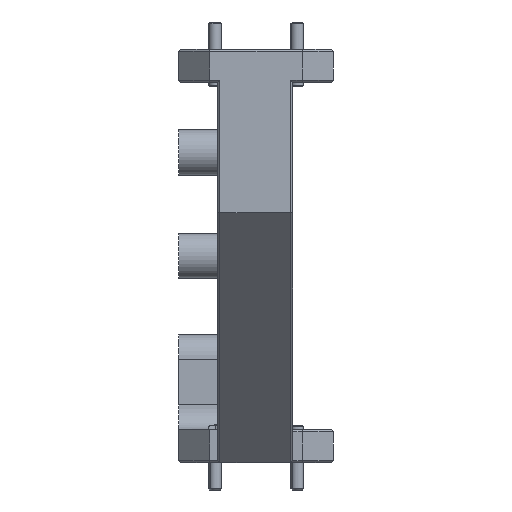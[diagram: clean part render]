
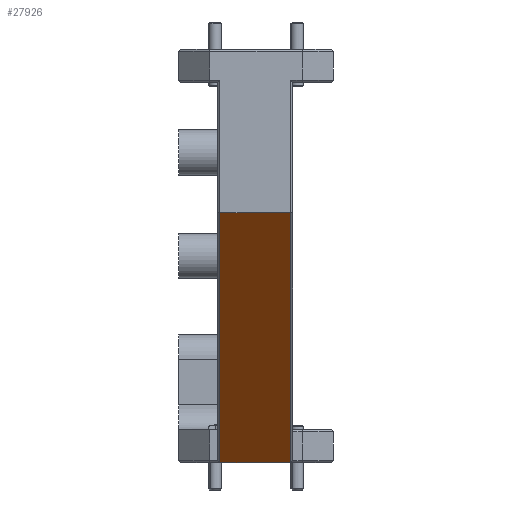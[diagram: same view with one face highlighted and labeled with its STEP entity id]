
A CAD part, left-side view. The second image highlights one B-rep face of the part: STEP entity #27926.
In plain terms, the highlighted planar face has unit normal (-0.707, 0, -0.707).
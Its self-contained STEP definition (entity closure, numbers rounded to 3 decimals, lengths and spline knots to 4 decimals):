
#8201 = VECTOR ( 'NONE', #23592, 39.3701 ) ;
#8697 = DIRECTION ( 'NONE',  ( 0.707, 0., 0.707 ) ) ;
#9218 = VECTOR ( 'NONE', #27189, 39.3701 ) ;
#12186 = VECTOR ( 'NONE', #49178, 39.3701 ) ;
#14094 = LINE ( 'NONE', #17495, #24228 ) ;
#17100 = AXIS2_PLACEMENT_3D ( 'NONE', #79332, #8697, #39901 ) ;
#17495 = CARTESIAN_POINT ( 'NONE',  ( -3.5947, 0.5442, -1.24 ) ) ;
#22704 = ORIENTED_EDGE ( 'NONE', *, *, #25406, .F. ) ;
#23592 = DIRECTION ( 'NONE',  ( -0.707, 0., 0.707 ) ) ;
#24228 = VECTOR ( 'NONE', #72197, 39.3701 ) ;
#25406 = EDGE_CURVE ( 'NONE', #96259, #28922, #14094, .T. ) ;
#25846 = CARTESIAN_POINT ( 'NONE',  ( -3.5947, 0.3472, -1.24 ) ) ;
#27051 = EDGE_CURVE ( 'NONE', #62119, #28922, #73157, .T. ) ;
#27189 = DIRECTION ( 'NONE',  ( 0., 1., 0. ) ) ;
#27926 = ADVANCED_FACE ( 'NONE', ( #86497 ), #78829, .F. ) ;
#28922 = VERTEX_POINT ( 'NONE', #69644 ) ;
#29395 = ORIENTED_EDGE ( 'NONE', *, *, #51983, .T. ) ;
#31252 = LINE ( 'NONE', #93675, #8201 ) ;
#34917 = CARTESIAN_POINT ( 'NONE',  ( -4.8047, 0.3472, -0.03 ) ) ;
#34936 = VERTEX_POINT ( 'NONE', #34917 ) ;
#39901 = DIRECTION ( 'NONE',  ( -0.707, 0., 0.707 ) ) ;
#42169 = EDGE_CURVE ( 'NONE', #96259, #34936, #31252, .T. ) ;
#45407 = ORIENTED_EDGE ( 'NONE', *, *, #27051, .T. ) ;
#45891 = CARTESIAN_POINT ( 'NONE',  ( -4.8047, 0.6892, -0.03 ) ) ;
#49178 = DIRECTION ( 'NONE',  ( 0.707, 0., -0.707 ) ) ;
#50773 = LINE ( 'NONE', #51280, #9218 ) ;
#51280 = CARTESIAN_POINT ( 'NONE',  ( -4.8047, 0.5442, -0.03 ) ) ;
#51983 = EDGE_CURVE ( 'NONE', #34936, #62119, #50773, .T. ) ;
#62119 = VERTEX_POINT ( 'NONE', #45891 ) ;
#69644 = CARTESIAN_POINT ( 'NONE',  ( -3.5947, 0.6892, -1.24 ) ) ;
#72197 = DIRECTION ( 'NONE',  ( 0., 1., 0. ) ) ;
#73157 = LINE ( 'NONE', #96709, #12186 ) ;
#78829 = PLANE ( 'NONE',  #17100 ) ;
#79332 = CARTESIAN_POINT ( 'NONE',  ( -4.8047, 0.5442, -0.03 ) ) ;
#82973 = EDGE_LOOP ( 'NONE', ( #29395, #45407, #22704, #99159 ) ) ;
#86497 = FACE_OUTER_BOUND ( 'NONE', #82973, .T. ) ;
#93675 = CARTESIAN_POINT ( 'NONE',  ( -3.5947, 0.3472, -1.24 ) ) ;
#96259 = VERTEX_POINT ( 'NONE', #25846 ) ;
#96709 = CARTESIAN_POINT ( 'NONE',  ( -4.8047, 0.6892, -0.03 ) ) ;
#99159 = ORIENTED_EDGE ( 'NONE', *, *, #42169, .T. ) ;
